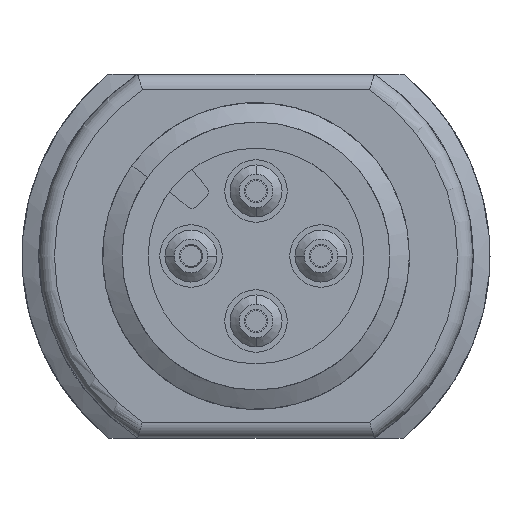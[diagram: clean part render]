
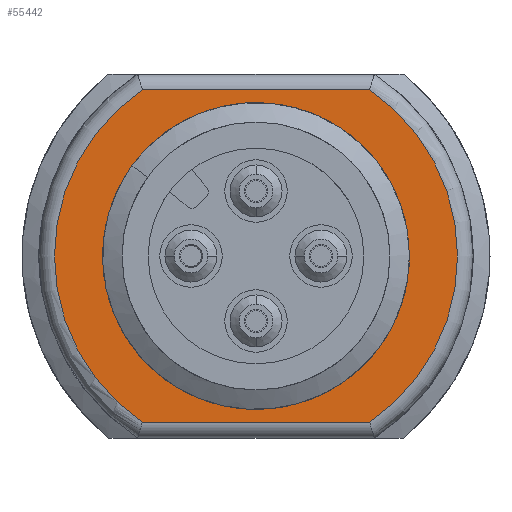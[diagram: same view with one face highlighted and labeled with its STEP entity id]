
A CAD part, front view. The second image highlights one B-rep face of the part: STEP entity #55442.
In plain terms, the highlighted face is planar.
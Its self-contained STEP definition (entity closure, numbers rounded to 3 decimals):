
#51588=CARTESIAN_POINT('',(0.,0.,0.));
#51589=DIRECTION('',(0.,1.,0.));
#51590=DIRECTION('',(1.,0.,0.));
#51591=AXIS2_PLACEMENT_3D('',#51588,#51589,#51590);
#51593=CARTESIAN_POINT('',(0.,0.,0.));
#51594=DIRECTION('',(0.,1.,0.));
#51595=DIRECTION('',(-1.,0.,0.));
#51596=AXIS2_PLACEMENT_3D('',#51593,#51594,#51595);
#51650=CARTESIAN_POINT('',(0.,0.,0.));
#51651=DIRECTION('',(0.,1.,0.));
#51652=DIRECTION('',(0.564,0.,0.826));
#51653=AXIS2_PLACEMENT_3D('',#51650,#51651,#51652);
#51669=DIRECTION('',(1.,0.,0.));
#51670=VECTOR('',#51669,8.741);
#51671=CARTESIAN_POINT('',(-4.37,0.,-6.4));
#51672=LINE('',#51671,#51670);
#51700=CARTESIAN_POINT('',(0.,0.,0.));
#51701=DIRECTION('',(0.,1.,0.));
#51702=DIRECTION('',(-0.564,0.,-0.826));
#51703=AXIS2_PLACEMENT_3D('',#51700,#51701,#51702);
#51778=DIRECTION('',(-1.,0.,0.));
#51779=VECTOR('',#51778,8.741);
#51780=CARTESIAN_POINT('',(4.371,0.,6.4));
#51781=LINE('',#51780,#51779);
#54889=CARTESIAN_POINT('',(4.37,0.,6.4));
#54890=CARTESIAN_POINT('',(4.37,0.,-6.4));
#54891=VERTEX_POINT('',#54889);
#54892=VERTEX_POINT('',#54890);
#54897=CARTESIAN_POINT('',(-4.371,0.,6.4));
#54898=VERTEX_POINT('',#54897);
#54903=CARTESIAN_POINT('',(-4.37,0.,-6.4));
#54904=VERTEX_POINT('',#54903);
#54909=CARTESIAN_POINT('',(5.15,0.,0.));
#54910=CARTESIAN_POINT('',(-5.15,0.,0.));
#54911=VERTEX_POINT('',#54909);
#54912=VERTEX_POINT('',#54910);
#55421=CARTESIAN_POINT('',(16.,0.,-11.448));
#55422=DIRECTION('',(0.,-1.,0.));
#55423=DIRECTION('',(-1.,0.,0.));
#55424=AXIS2_PLACEMENT_3D('',#55421,#55422,#55423);
#55425=PLANE('',#55424);
#55427=ORIENTED_EDGE('',*,*,#55426,.F.);
#55429=ORIENTED_EDGE('',*,*,#55428,.T.);
#55431=ORIENTED_EDGE('',*,*,#55430,.F.);
#55433=ORIENTED_EDGE('',*,*,#55432,.T.);
#55434=EDGE_LOOP('',(#55427,#55429,#55431,#55433));
#55435=FACE_OUTER_BOUND('',#55434,.F.);
#55437=ORIENTED_EDGE('',*,*,#55436,.T.);
#55439=ORIENTED_EDGE('',*,*,#55438,.T.);
#55440=EDGE_LOOP('',(#55437,#55439));
#55441=FACE_BOUND('',#55440,.F.);
#51592=CIRCLE('',#51591,5.15);
#51597=CIRCLE('',#51596,5.15);
#51654=CIRCLE('',#51653,7.75);
#51704=CIRCLE('',#51703,7.75);
#55426=EDGE_CURVE('',#54891,#54892,#51654,.T.);
#55428=EDGE_CURVE('',#54891,#54898,#51781,.T.);
#55430=EDGE_CURVE('',#54904,#54898,#51704,.T.);
#55432=EDGE_CURVE('',#54904,#54892,#51672,.T.);
#55436=EDGE_CURVE('',#54911,#54912,#51592,.T.);
#55438=EDGE_CURVE('',#54912,#54911,#51597,.T.);
#55442=ADVANCED_FACE('',(#55435,#55441),#55425,.F.);
